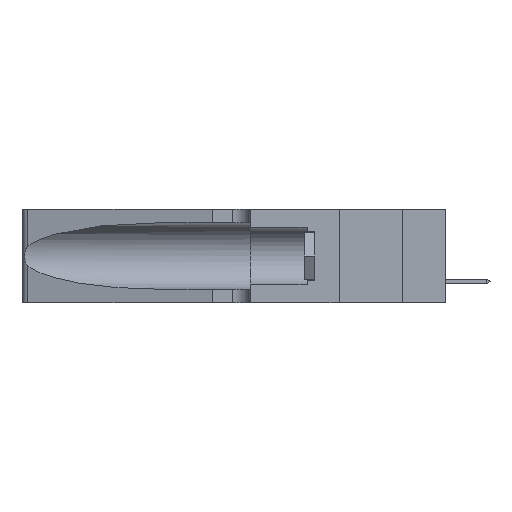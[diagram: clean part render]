
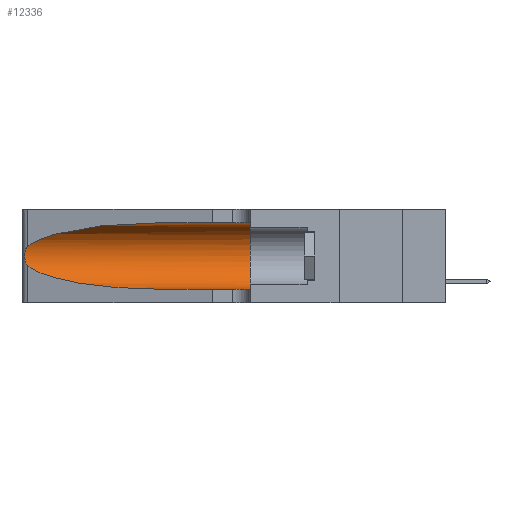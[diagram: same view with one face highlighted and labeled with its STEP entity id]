
A CAD part, left-side view. The second image highlights one B-rep face of the part: STEP entity #12336.
In plain terms, the highlighted cylindrical face has radius 3.308 mm (diameter 6.617 mm), a partial arc.
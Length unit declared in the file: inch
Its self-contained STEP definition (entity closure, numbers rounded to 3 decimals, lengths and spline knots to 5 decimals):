
#411 = ORIENTED_EDGE ( 'NONE', *, *, #14027, .F. ) ;
#1236 = CARTESIAN_POINT ( 'NONE',  ( 0.25789, 1.23486, 0.15765 ) ) ;
#1491 = CARTESIAN_POINT ( 'NONE',  ( 0.26075, 1.23896, 0.178 ) ) ;
#1574 = CARTESIAN_POINT ( 'NONE',  ( 0.25787, 1.23484, 0.2124 ) ) ;
#2497 = VERTEX_POINT ( 'NONE', #19724 ) ;
#2530 = ORIENTED_EDGE ( 'NONE', *, *, #11183, .T. ) ;
#2646 = CARTESIAN_POINT ( 'NONE',  ( 0.1305, 0.72297, 0.05475 ) ) ;
#2821 = DIRECTION ( 'NONE',  ( 0., -1., 0. ) ) ;
#2858 = EDGE_CURVE ( 'NONE', #2497, #12437, #17586, .T. ) ;
#4521 = VERTEX_POINT ( 'NONE', #22135 ) ;
#4602 = CARTESIAN_POINT ( 'NONE',  ( 0.1305, 0.35, 0.31525 ) ) ;
#4798 = CARTESIAN_POINT ( 'NONE',  ( 0.25487, 1.22718, 0.22369 ) ) ;
#5052 = ORIENTED_EDGE ( 'NONE', *, *, #20867, .T. ) ;
#5054 = ORIENTED_EDGE ( 'NONE', *, *, #6959, .T. ) ;
#5315 = CARTESIAN_POINT ( 'NONE',  ( 0.1305, 0.35, 0.185 ) ) ;
#5399 = LINE ( 'NONE', #11481, #21716 ) ;
#5796 = DIRECTION ( 'NONE',  ( 0., -1., 0. ) ) ;
#5820 = ORIENTED_EDGE ( 'NONE', *, *, #2858, .T. ) ;
#6533 = VERTEX_POINT ( 'NONE', #19928 ) ;
#6735 = VECTOR ( 'NONE', #2821, 39.37008 ) ;
#6917 = VERTEX_POINT ( 'NONE', #4602 ) ;
#6959 = EDGE_CURVE ( 'NONE', #6533, #4521, #18404, .T. ) ;
#7550 = CIRCLE ( 'NONE', #20683, 0.13025 ) ;
#7725 = CARTESIAN_POINT ( 'NONE',  ( 0.25487, 1.22718, 0.14631 ) ) ;
#7920 = DIRECTION ( 'NONE',  ( 0., 0., -1. ) ) ;
#8357 = AXIS2_PLACEMENT_3D ( 'NONE', #9336, #23118, #7920 ) ;
#8773 = CARTESIAN_POINT ( 'NONE',  ( 0.1305, 0.72297, 0.31525 ) ) ;
#9336 = CARTESIAN_POINT ( 'NONE',  ( 0.1305, 1.61858, 0.185 ) ) ;
#10716 = CARTESIAN_POINT ( 'NONE',  ( 0.25856, 1.23593, 0.16098 ) ) ;
#10775 = EDGE_CURVE ( 'NONE', #11238, #6917, #5399, .T. ) ;
#11183 = EDGE_CURVE ( 'NONE', #12437, #6533, #20877, .T. ) ;
#11238 = VERTEX_POINT ( 'NONE', #20215 ) ;
#11481 = CARTESIAN_POINT ( 'NONE',  ( 0.1305, 1.61858, 0.31525 ) ) ;
#12053 = CYLINDRICAL_SURFACE ( 'NONE', #8357, 0.13025 ) ;
#12336 = ADVANCED_FACE ( 'NONE', ( #18130 ), #12053, .F. ) ;
#12437 = VERTEX_POINT ( 'NONE', #12569 ) ;
#12512 = CARTESIAN_POINT ( 'NONE',  ( 0.2373, 1.15595, 0.28018 ) ) ;
#12569 = CARTESIAN_POINT ( 'NONE',  ( 0.25487, 1.22718, 0.14631 ) ) ;
#12779 = DIRECTION ( 'NONE',  ( 0., 0., 1. ) ) ;
#14027 = EDGE_CURVE ( 'NONE', #6917, #4521, #7550, .T. ) ;
#14447 = CARTESIAN_POINT ( 'NONE',  ( 0.25639, 1.23184, 0.21858 ) ) ;
#14478 = DIRECTION ( 'NONE',  ( 0., 1., 0. ) ) ;
#14526 = CARTESIAN_POINT ( 'NONE',  ( 0.26017, 1.23833, 0.17102 ) ) ;
#15442 = CARTESIAN_POINT ( 'NONE',  ( 0.18966, 0.96281, 0.05475 ) ) ;
#17586 = B_SPLINE_CURVE_WITH_KNOTS ( 'NONE', 3,
 ( #4798, #19699, #14447, #1574, #21835, #18159, #17995, #1491, #14526, #10716, #1236, #18077, #19781, #19940 ),
 .UNSPECIFIED., .F., .F.,
 ( 4, 2, 2, 2, 2, 2, 4 ),
 ( 0., 0.00027, 0.00053, 0.00107, 0.0016, 0.00187, 0.00214 ),
 .UNSPECIFIED. ) ;
#17995 = CARTESIAN_POINT ( 'NONE',  ( 0.26075, 1.23896, 0.19203 ) ) ;
#18077 = CARTESIAN_POINT ( 'NONE',  ( 0.25639, 1.23186, 0.15144 ) ) ;
#18093 = CARTESIAN_POINT ( 'NONE',  ( 0.25487, 1.22718, 0.22369 ) ) ;
#18130 = FACE_OUTER_BOUND ( 'NONE', #23589, .T. ) ;
#18159 = CARTESIAN_POINT ( 'NONE',  ( 0.26018, 1.23835, 0.19895 ) ) ;
#18404 = LINE ( 'NONE', #23420, #6735 ) ;
#18779 = CARTESIAN_POINT ( 'NONE',  ( 0.2373, 1.15595, 0.08982 ) ) ;
#19699 = CARTESIAN_POINT ( 'NONE',  ( 0.25555, 1.22994, 0.2215 ) ) ;
#19724 = CARTESIAN_POINT ( 'NONE',  ( 0.25487, 1.22718, 0.22369 ) ) ;
#19781 = CARTESIAN_POINT ( 'NONE',  ( 0.25555, 1.22993, 0.14849 ) ) ;
#19928 = CARTESIAN_POINT ( 'NONE',  ( 0.1305, 0.72297, 0.05475 ) ) ;
#19940 = CARTESIAN_POINT ( 'NONE',  ( 0.25487, 1.22718, 0.14631 ) ) ;
#20215 = CARTESIAN_POINT ( 'NONE',  ( 0.1305, 0.72297, 0.31525 ) ) ;
#20436 =( BOUNDED_CURVE ( )  B_SPLINE_CURVE ( 3, ( #8773, #23560, #12512, #18093 ),
 .UNSPECIFIED., .F., .F. ) 
 B_SPLINE_CURVE_WITH_KNOTS ( ( 4, 4 ),
 ( 1.5708, 2.84003 ),
 .UNSPECIFIED. ) 
 CURVE ( )  GEOMETRIC_REPRESENTATION_ITEM ( )  RATIONAL_B_SPLINE_CURVE ( ( 1., 0.87, 0.87, 1. ) ) 
 REPRESENTATION_ITEM ( '' )  );
#20683 = AXIS2_PLACEMENT_3D ( 'NONE', #5315, #14478, #12779 ) ;
#20867 = EDGE_CURVE ( 'NONE', #11238, #2497, #20436, .T. ) ;
#20877 =( BOUNDED_CURVE ( )  B_SPLINE_CURVE ( 3, ( #7725, #18779, #15442, #2646 ),
 .UNSPECIFIED., .F., .F. ) 
 B_SPLINE_CURVE_WITH_KNOTS ( ( 4, 4 ),
 ( 3.44316, 4.71239 ),
 .UNSPECIFIED. ) 
 CURVE ( )  GEOMETRIC_REPRESENTATION_ITEM ( )  RATIONAL_B_SPLINE_CURVE ( ( 1., 0.87, 0.87, 1. ) ) 
 REPRESENTATION_ITEM ( '' )  );
#21716 = VECTOR ( 'NONE', #5796, 39.37008 ) ;
#21835 = CARTESIAN_POINT ( 'NONE',  ( 0.25854, 1.2359, 0.20912 ) ) ;
#22135 = CARTESIAN_POINT ( 'NONE',  ( 0.1305, 0.35, 0.05475 ) ) ;
#23029 = ORIENTED_EDGE ( 'NONE', *, *, #10775, .F. ) ;
#23118 = DIRECTION ( 'NONE',  ( 0., -1., 0. ) ) ;
#23420 = CARTESIAN_POINT ( 'NONE',  ( 0.1305, 1.61858, 0.05475 ) ) ;
#23560 = CARTESIAN_POINT ( 'NONE',  ( 0.18966, 0.96281, 0.31525 ) ) ;
#23589 = EDGE_LOOP ( 'NONE', ( #5052, #5820, #2530, #5054, #411, #23029 ) ) ;
